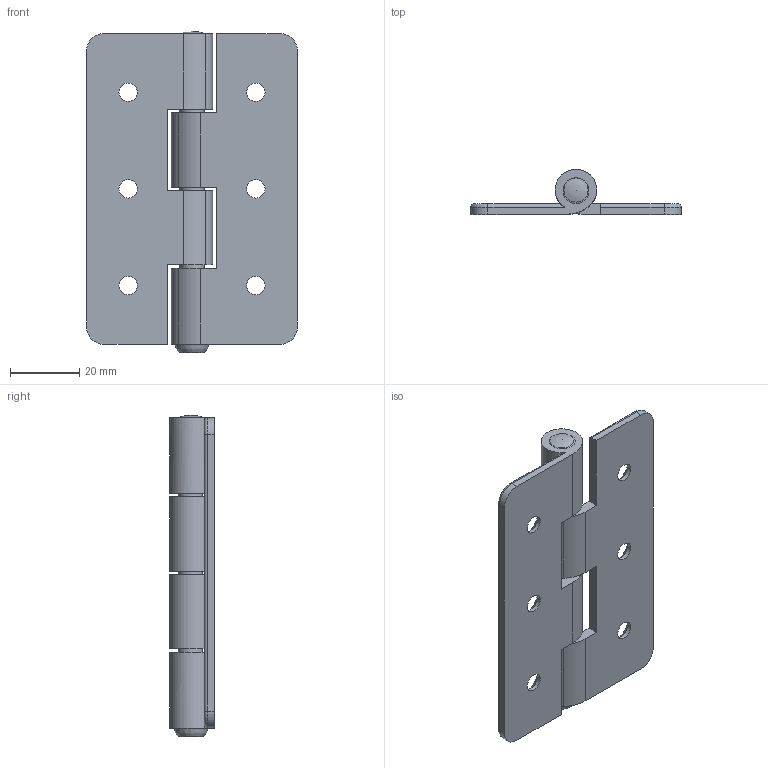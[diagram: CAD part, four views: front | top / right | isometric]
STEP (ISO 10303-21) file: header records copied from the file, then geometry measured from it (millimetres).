
FILE_DESCRIPTION(/* description */ (''),/* implementation_level */ '2;1');
FILE_NAME(/* name */ 'HH9061-30.stp',/* time_stamp */ '2025-07-02T16:59:39+09:00',/* author */ ('user'),/* organization */ (''),/* preprocessor_version */ 'ST-DEVELOPER v15.6',/* originating_system */ 'Autodesk Inventor 2015',/* authorisation */ '');
FILE_SCHEMA (('AUTOMOTIVE_DESIGN { 1 0 10303 214 3 1 1 }'));
Length unit declared in the file: millimetre
Products named in the file (3): HH9061-30_L; 핀; HH9061-30
Bounding box: 61 x 13 x 93 mm (x, y, z)
Volume: 23382 mm3; surface area: 17810.6 mm2
Topology: 3 solids, 3 shells, 64 faces, 166 edges, 109 vertices
Faces by surface type: cylinder 29, plane 23, cone 6, torus 4, bspline 1, sphere 1
Full cylindrical faces by diameter (mm): 5.3 x6, 7 x5
Entity records: 1107 total; most frequent: CARTESIAN_POINT 206, DIRECTION 191, ORIENTED_EDGE 148, AXIS2_PLACEMENT_3D 79, EDGE_CURVE 74, EDGE_LOOP 56, VERTEX_POINT 54, CIRCLE 39
